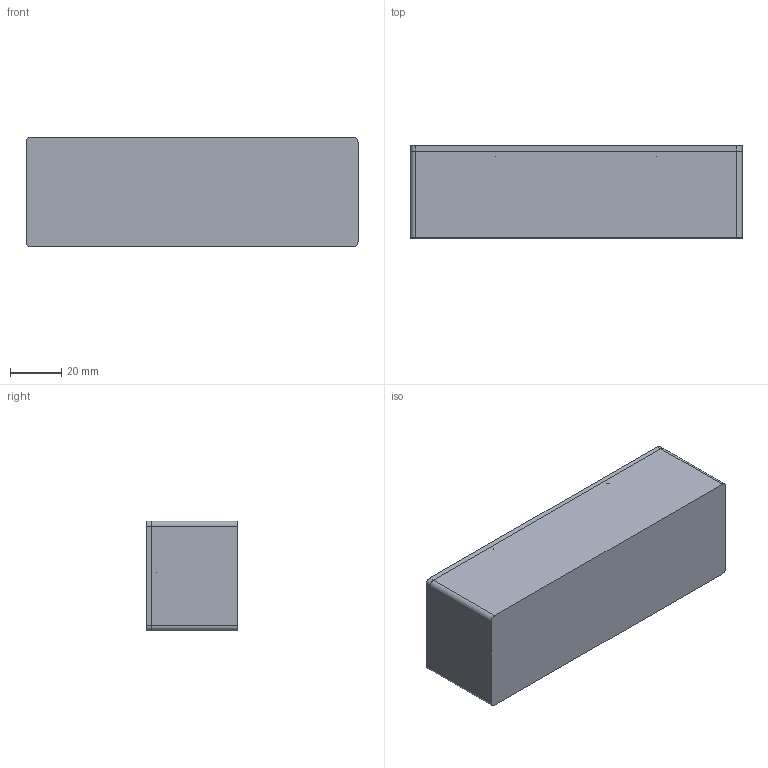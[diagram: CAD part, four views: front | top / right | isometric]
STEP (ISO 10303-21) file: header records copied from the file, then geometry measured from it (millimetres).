
FILE_DESCRIPTION(/* description */ (''),/* implementation_level */ '2;1');
FILE_NAME(/* name */ '',/* time_stamp */ '2024-02-21T13:40:47+03:00',/* author */ (''),/* organization */ (''),/* preprocessor_version */ 'ST-DEVELOPER v20',/* originating_system */ 'Autodesk Translation Framework v12.14.0.127',/* authorisation */ '');
FILE_SCHEMA (('AUTOMOTIVE_DESIGN { 1 0 10303 214 3 1 1 }'));
Length unit declared in the file: millimetre
Products named in the file (4): Картридж угольного 
фильтра; прижим для салфетки; фильтр; Крышка
Assembly tree (3 placements, depth 2):
  Картридж угольного 
фильтра
    прижим для салфетки
    фильтр
    Крышка
Bounding box: 130 x 36 x 43 mm (x, y, z)
Volume: 78071.5 mm3; surface area: 57871 mm2
Topology: 3 solids, 3 shells, 85 faces, 228 edges, 152 vertices
Faces by surface type: plane 45, cylinder 28, sphere 12
Entity records: 2739 total; most frequent: DIRECTION 480, CARTESIAN_POINT 460, ORIENTED_EDGE 432, EDGE_CURVE 216, AXIS2_PLACEMENT_3D 172, VERTEX_POINT 152, LINE 136, VECTOR 136
